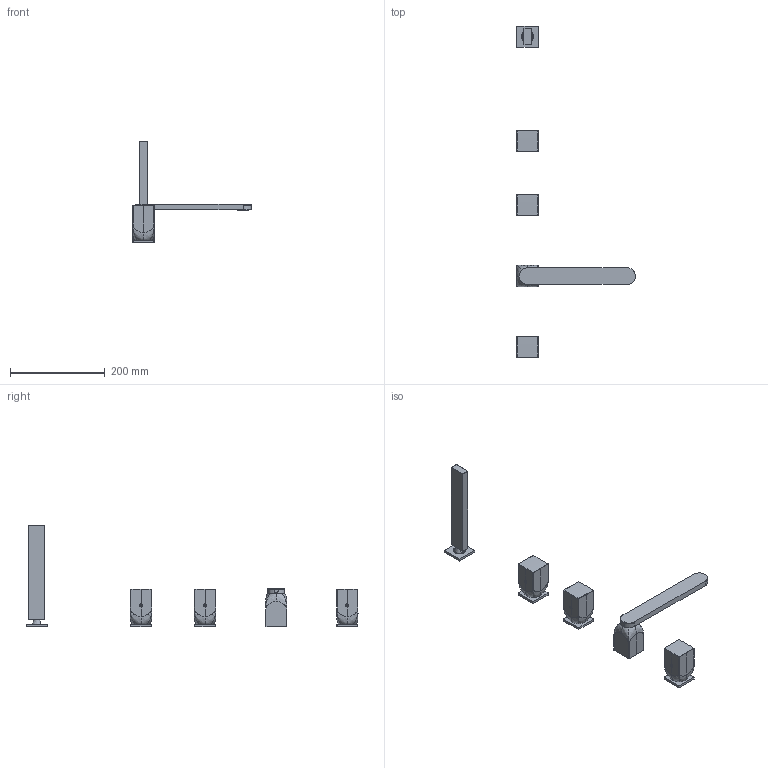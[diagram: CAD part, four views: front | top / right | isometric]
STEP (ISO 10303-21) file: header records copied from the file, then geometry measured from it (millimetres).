
FILE_DESCRIPTION(('CATIA V5 STEP Exchange','CAx-IF Rec.Pracs.--- Model Styling and Organization---1.5--- 2016-08-15','CAx-IF Rec.Pracs.---Supplemental Geometry---1.0---2011-11-01','CAx-IF Rec.Pracs.--- Composite Materials ---3.4---2017-06-13','CAx-IF Rec.Pracs.---Tessellated 3D Geometry---1.0---2015-12-17'),'2;1');
FILE_NAME('RI000260 Bordo Vasca 5 fori.stp','2023-01-26T14:29:17+00:00',('none'),('none'),'CATIA Version 5-6 Release 2020 SP2','CATIA V5 STEP AP242 v2','none');
FILE_SCHEMA(('AP242_MANAGED_MODEL_BASED_3D_ENGINEERING_MIM_LF {1 0 10303 442 1 1 4}'));
Products named in the file (1): RI000260_AllCATPart
Bounding box: 250.7 x 700.01 x 214.82 mm (x, y, z)
Volume: 2468.4 mm3; surface area: 115169.8 mm2
Topology: 5 solids, 558 shells, 1362 faces, 4654 edges, 3951 vertices
Faces by surface type: plane 1017, cylinder 171, bspline 80, extrusion 36, torus 28, cone 24, sphere 6
Entity records: 79103 total; most frequent: CARTESIAN_POINT 41785, ORIENTED_EDGE 6716, DIRECTION 5460, EDGE_CURVE 4648, VERTEX_POINT 3951, VECTOR 3444, LINE 3408, EDGE_LOOP 1563
